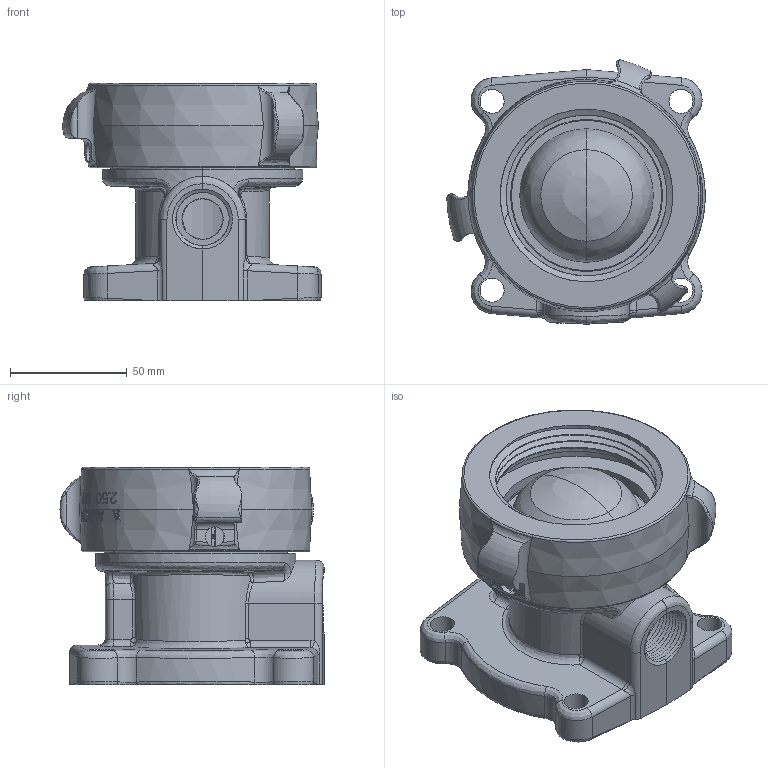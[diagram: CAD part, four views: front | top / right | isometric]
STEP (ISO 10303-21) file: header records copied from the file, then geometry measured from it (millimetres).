
FILE_DESCRIPTION((''),'2;1');
FILE_NAME('78201030_SW0001','2016-06-29T',('jhabe'),(''),'CREO PARAMETRIC BY PTC INC, 2015290','CREO PARAMETRIC BY PTC INC, 2015290','');
FILE_SCHEMA(('CONFIG_CONTROL_DESIGN'));
Length unit declared in the file: inch
Products named in the file (1): 78201030_SW0001
Bounding box: 110.57 x 112.98 x 92.95 mm (x, y, z)
Surface area: 99780 mm2 (no closed solid volume)
Topology: 0 solids, 9 shells, 460 faces, 1443 edges, 940 vertices
Faces by surface type: bspline 246, cylinder 89, plane 50, cone 41, torus 20, sphere 12, extrusion 2
Entity records: 30491 total; most frequent: CARTESIAN_POINT 19931, ORIENTED_EDGE 2489, DIRECTION 1470, EDGE_CURVE 1431, VERTEX_POINT 940, B_SPLINE_CURVE_WITH_KNOTS 726, AXIS2_PLACEMENT_3D 549, EDGE_LOOP 497
